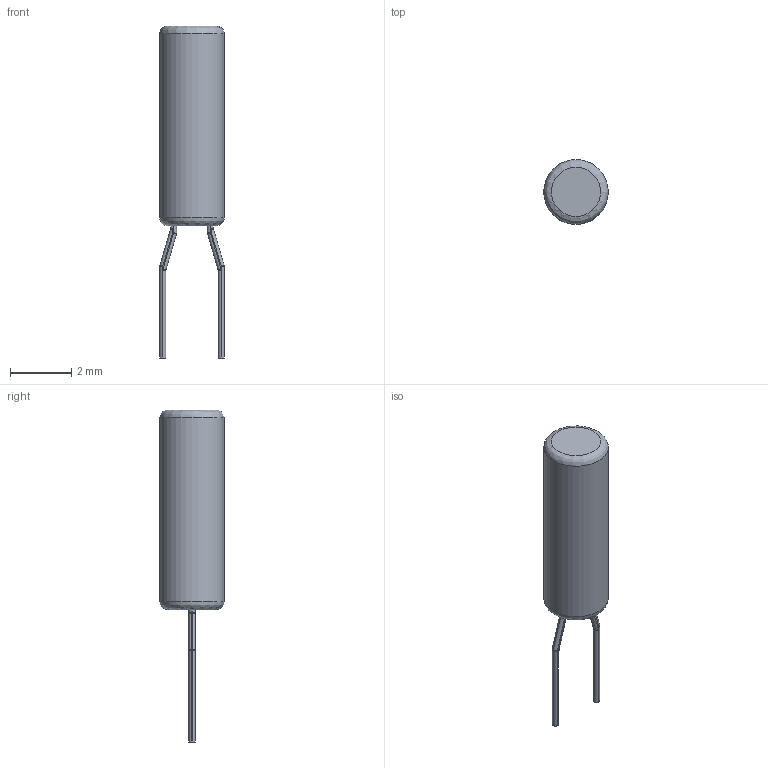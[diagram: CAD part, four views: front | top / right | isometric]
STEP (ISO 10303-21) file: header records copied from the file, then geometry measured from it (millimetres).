
FILE_DESCRIPTION(('FreeCAD Model'),'2;1');
FILE_NAME('Crystal_C26-LF_d2.1mm_l6.5mm_Vertical.step','2017-11-26T15:19:32',( 'kicad StepUp'),('ksu MCAD'),'Open CASCADE STEP processor 6.8', 'FreeCAD','Unknown');
FILE_SCHEMA(('AUTOMOTIVE_DESIGN_CC2 { 1 2 10303 214 -1 1 5 4 }'));
Length unit declared in the file: millimetre
Products named in the file (1): Crystal_C26-LF_d2.1mm_l6.5mm_Vertical
Bounding box: 2.1 x 2.1 x 10.81 mm (x, y, z)
Volume: 22.6 mm3; surface area: 54 mm2
Topology: 1 solids, 1 shells, 68 faces, 160 edges, 90 vertices
Faces by surface type: cylinder 32, plane 20, torus 8, sphere 6, revolution 2
Full cylindrical faces by diameter (mm): 2.1 x1
Entity records: 1438 total; most frequent: CARTESIAN_POINT 251, ORIENTED_EDGE 219, EDGE_CURVE 154, AXIS2_PLACEMENT_3D 133, VERTEX_POINT 90, LINE 80, CIRCLE 72, FACE_BOUND 70
